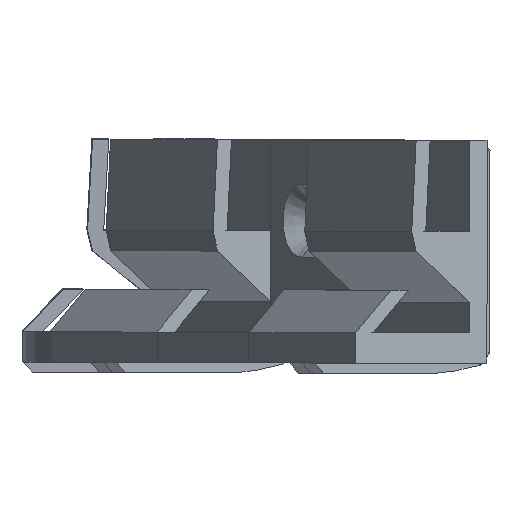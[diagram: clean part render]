
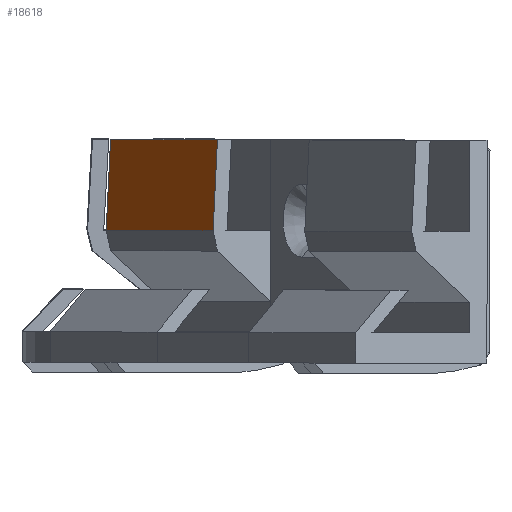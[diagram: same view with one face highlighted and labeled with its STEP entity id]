
A CAD part, left-side view. The second image highlights one B-rep face of the part: STEP entity #18618.
In plain terms, the highlighted face is planar.
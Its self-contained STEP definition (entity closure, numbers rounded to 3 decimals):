
#16723 = PLANE('',#16724);
#16724 = AXIS2_PLACEMENT_3D('',#16725,#16726,#16727);
#16725 = CARTESIAN_POINT('',(-10.5,5.766,9.503));
#16726 = DIRECTION('',(-1.,0.,0.));
#16727 = DIRECTION('',(0.,0.,1.));
#17157 = PLANE('',#17158);
#17158 = AXIS2_PLACEMENT_3D('',#17159,#17160,#17161);
#17159 = CARTESIAN_POINT('',(10.5,5.766,9.503));
#17160 = DIRECTION('',(-1.,0.,0.));
#17161 = DIRECTION('',(0.,0.,1.));
#17417 = VERTEX_POINT('',#17418);
#17418 = CARTESIAN_POINT('',(-10.5,8.1,22.));
#17432 = PLANE('',#17433);
#17433 = AXIS2_PLACEMENT_3D('',#17434,#17435,#17436);
#17434 = CARTESIAN_POINT('',(0.,6.5,22.));
#17435 = DIRECTION('',(0.,0.,-1.));
#17436 = DIRECTION('',(0.,1.,0.));
#17444 = EDGE_CURVE('',#17417,#17445,#17447,.T.);
#17445 = VERTEX_POINT('',#17446);
#17446 = CARTESIAN_POINT('',(-10.5,8.6,13.));
#17447 = SURFACE_CURVE('',#17448,(#17452,#17459),.PCURVE_S1.);
#17448 = LINE('',#17449,#17450);
#17449 = CARTESIAN_POINT('',(-10.5,8.1,22.));
#17450 = VECTOR('',#17451,1.);
#17451 = DIRECTION('',(0.,0.055,-0.998));
#17452 = PCURVE('',#16723,#17453);
#17453 = DEFINITIONAL_REPRESENTATION('',(#17454),#17458);
#17454 = LINE('',#17455,#17456);
#17455 = CARTESIAN_POINT('',(12.497,2.334));
#17456 = VECTOR('',#17457,1.);
#17457 = DIRECTION('',(-0.998,0.055));
#17458 = ( GEOMETRIC_REPRESENTATION_CONTEXT(2) 
PARAMETRIC_REPRESENTATION_CONTEXT() REPRESENTATION_CONTEXT('2D SPACE',''
  ) );
#17459 = PCURVE('',#17460,#17465);
#17460 = PLANE('',#17461);
#17461 = AXIS2_PLACEMENT_3D('',#17462,#17463,#17464);
#17462 = CARTESIAN_POINT('',(0.,8.1,22.));
#17463 = DIRECTION('',(-0.,-0.998,-0.055));
#17464 = DIRECTION('',(0.,0.055,-0.998));
#17465 = DEFINITIONAL_REPRESENTATION('',(#17466),#17470);
#17466 = LINE('',#17467,#17468);
#17467 = CARTESIAN_POINT('',(0.,-10.5));
#17468 = VECTOR('',#17469,1.);
#17469 = DIRECTION('',(1.,0.));
#17470 = ( GEOMETRIC_REPRESENTATION_CONTEXT(2) 
PARAMETRIC_REPRESENTATION_CONTEXT() REPRESENTATION_CONTEXT('2D SPACE',''
  ) );
#17488 = PLANE('',#17489);
#17489 = AXIS2_PLACEMENT_3D('',#17490,#17491,#17492);
#17490 = CARTESIAN_POINT('',(0.,8.6,13.));
#17491 = DIRECTION('',(0.,-0.97,0.243));
#17492 = DIRECTION('',(-0.,-0.243,-0.97));
#18263 = VERTEX_POINT('',#18264);
#18264 = CARTESIAN_POINT('',(10.5,8.1,22.));
#18285 = EDGE_CURVE('',#18263,#18286,#18288,.T.);
#18286 = VERTEX_POINT('',#18287);
#18287 = CARTESIAN_POINT('',(10.5,8.6,13.));
#18288 = SURFACE_CURVE('',#18289,(#18293,#18300),.PCURVE_S1.);
#18289 = LINE('',#18290,#18291);
#18290 = CARTESIAN_POINT('',(10.5,8.1,22.));
#18291 = VECTOR('',#18292,1.);
#18292 = DIRECTION('',(0.,0.055,-0.998));
#18293 = PCURVE('',#17157,#18294);
#18294 = DEFINITIONAL_REPRESENTATION('',(#18295),#18299);
#18295 = LINE('',#18296,#18297);
#18296 = CARTESIAN_POINT('',(12.497,2.334));
#18297 = VECTOR('',#18298,1.);
#18298 = DIRECTION('',(-0.998,0.055));
#18299 = ( GEOMETRIC_REPRESENTATION_CONTEXT(2) 
PARAMETRIC_REPRESENTATION_CONTEXT() REPRESENTATION_CONTEXT('2D SPACE',''
  ) );
#18300 = PCURVE('',#17460,#18301);
#18301 = DEFINITIONAL_REPRESENTATION('',(#18302),#18306);
#18302 = LINE('',#18303,#18304);
#18303 = CARTESIAN_POINT('',(0.,10.5));
#18304 = VECTOR('',#18305,1.);
#18305 = DIRECTION('',(1.,0.));
#18306 = ( GEOMETRIC_REPRESENTATION_CONTEXT(2) 
PARAMETRIC_REPRESENTATION_CONTEXT() REPRESENTATION_CONTEXT('2D SPACE',''
  ) );
#18596 = EDGE_CURVE('',#18263,#17417,#18597,.T.);
#18597 = SURFACE_CURVE('',#18598,(#18602,#18609),.PCURVE_S1.);
#18598 = LINE('',#18599,#18600);
#18599 = CARTESIAN_POINT('',(10.5,8.1,22.));
#18600 = VECTOR('',#18601,1.);
#18601 = DIRECTION('',(-1.,0.,0.));
#18602 = PCURVE('',#17432,#18603);
#18603 = DEFINITIONAL_REPRESENTATION('',(#18604),#18608);
#18604 = LINE('',#18605,#18606);
#18605 = CARTESIAN_POINT('',(1.6,10.5));
#18606 = VECTOR('',#18607,1.);
#18607 = DIRECTION('',(0.,-1.));
#18608 = ( GEOMETRIC_REPRESENTATION_CONTEXT(2) 
PARAMETRIC_REPRESENTATION_CONTEXT() REPRESENTATION_CONTEXT('2D SPACE',''
  ) );
#18609 = PCURVE('',#17460,#18610);
#18610 = DEFINITIONAL_REPRESENTATION('',(#18611),#18615);
#18611 = LINE('',#18612,#18613);
#18612 = CARTESIAN_POINT('',(0.,10.5));
#18613 = VECTOR('',#18614,1.);
#18614 = DIRECTION('',(0.,-1.));
#18615 = ( GEOMETRIC_REPRESENTATION_CONTEXT(2) 
PARAMETRIC_REPRESENTATION_CONTEXT() REPRESENTATION_CONTEXT('2D SPACE',''
  ) );
#18618 = ADVANCED_FACE('',(#18619),#17460,.F.);
#18619 = FACE_BOUND('',#18620,.F.);
#18620 = EDGE_LOOP('',(#18621,#18622,#18643,#18644));
#18621 = ORIENTED_EDGE('',*,*,#17444,.T.);
#18622 = ORIENTED_EDGE('',*,*,#18623,.F.);
#18623 = EDGE_CURVE('',#18286,#17445,#18624,.T.);
#18624 = SURFACE_CURVE('',#18625,(#18629,#18636),.PCURVE_S1.);
#18625 = LINE('',#18626,#18627);
#18626 = CARTESIAN_POINT('',(10.5,8.6,13.));
#18627 = VECTOR('',#18628,1.);
#18628 = DIRECTION('',(-1.,0.,0.));
#18629 = PCURVE('',#17460,#18630);
#18630 = DEFINITIONAL_REPRESENTATION('',(#18631),#18635);
#18631 = LINE('',#18632,#18633);
#18632 = CARTESIAN_POINT('',(9.014,10.5));
#18633 = VECTOR('',#18634,1.);
#18634 = DIRECTION('',(0.,-1.));
#18635 = ( GEOMETRIC_REPRESENTATION_CONTEXT(2) 
PARAMETRIC_REPRESENTATION_CONTEXT() REPRESENTATION_CONTEXT('2D SPACE',''
  ) );
#18636 = PCURVE('',#17488,#18637);
#18637 = DEFINITIONAL_REPRESENTATION('',(#18638),#18642);
#18638 = LINE('',#18639,#18640);
#18639 = CARTESIAN_POINT('',(-0.,10.5));
#18640 = VECTOR('',#18641,1.);
#18641 = DIRECTION('',(0.,-1.));
#18642 = ( GEOMETRIC_REPRESENTATION_CONTEXT(2) 
PARAMETRIC_REPRESENTATION_CONTEXT() REPRESENTATION_CONTEXT('2D SPACE',''
  ) );
#18643 = ORIENTED_EDGE('',*,*,#18285,.F.);
#18644 = ORIENTED_EDGE('',*,*,#18596,.T.);
